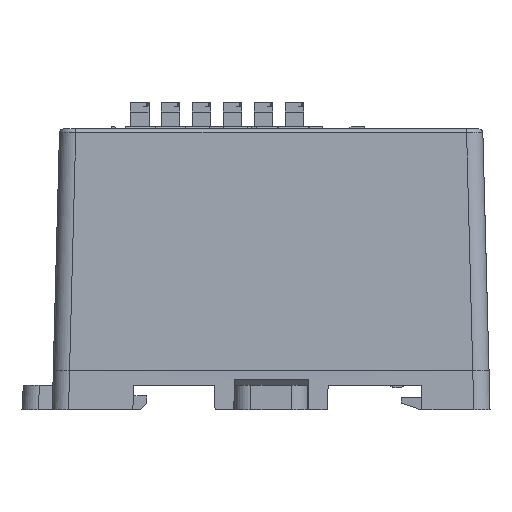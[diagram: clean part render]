
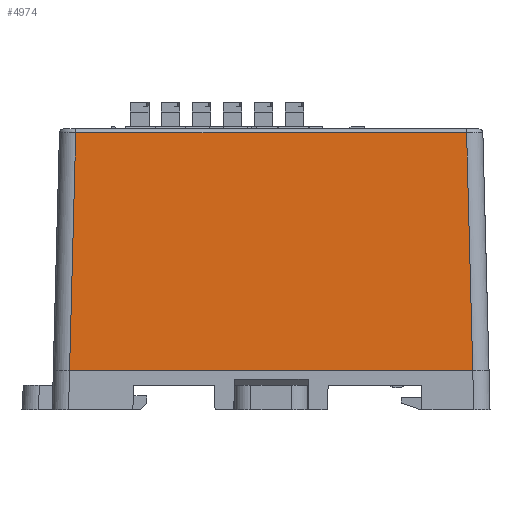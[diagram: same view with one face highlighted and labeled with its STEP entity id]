
A CAD part, left-side view. The second image highlights one B-rep face of the part: STEP entity #4974.
In plain terms, the highlighted planar face has unit normal (-1, 0, 0.026).
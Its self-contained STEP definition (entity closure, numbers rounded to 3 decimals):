
#830=B_SPLINE_CURVE_WITH_KNOTS('',3,(#90318,#90319,#90320,#90321),
 .UNSPECIFIED.,.F.,.F.,(4,4),(0.,1.),.UNSPECIFIED.);
#1716=FACE_OUTER_BOUND('',#12886,.T.);
#4974=ADVANCED_FACE('',(#1716),#8503,.T.);
#8503=PLANE('',#67953);
#12886=EDGE_LOOP('',(#17318,#17319,#17320,#17321));
#17318=ORIENTED_EDGE('',*,*,#42769,.T.);
#17319=ORIENTED_EDGE('',*,*,#42770,.T.);
#17320=ORIENTED_EDGE('',*,*,#42771,.T.);
#17321=ORIENTED_EDGE('',*,*,#42772,.F.);
#36410=VERTEX_POINT('',#90312);
#36411=VERTEX_POINT('',#90313);
#36412=VERTEX_POINT('',#90315);
#36413=VERTEX_POINT('',#90317);
#42769=EDGE_CURVE('',#36410,#36411,#52347,.T.);
#42770=EDGE_CURVE('',#36411,#36412,#52348,.T.);
#42771=EDGE_CURVE('',#36412,#36413,#52349,.T.);
#42772=EDGE_CURVE('',#36410,#36413,#830,.T.);
#52347=LINE('',#90311,#60325);
#52348=LINE('',#90314,#60326);
#52349=LINE('',#90316,#60327);
#60325=VECTOR('',#72986,1.);
#60326=VECTOR('',#72987,1.);
#60327=VECTOR('',#72988,1.);
#67953=AXIS2_PLACEMENT_3D('',#90322,#72989,#72990);
#72986=DIRECTION('',(0.026,0.026,0.999));
#72987=DIRECTION('',(0.,1.,0.));
#72988=DIRECTION('',(-0.026,0.026,-0.999));
#72989=DIRECTION('',(-1.,0.,0.026));
#72990=DIRECTION('',(-0.026,0.,-1.));
#90311=CARTESIAN_POINT('',(-31.05,294.422,-62.066));
#90312=CARTESIAN_POINT('',(-31.095,294.378,-64.));
#90313=CARTESIAN_POINT('',(-30.336,295.136,-34.787));
#90314=CARTESIAN_POINT('',(-30.336,343.163,-34.787));
#90315=CARTESIAN_POINT('',(-30.336,343.176,-34.787));
#90316=CARTESIAN_POINT('',(-31.068,343.908,-62.752));
#90317=CARTESIAN_POINT('',(-31.095,343.934,-64.));
#90318=CARTESIAN_POINT('',(-31.088,294.384,-64.));
#90319=CARTESIAN_POINT('',(-31.088,310.899,-64.));
#90320=CARTESIAN_POINT('',(-31.088,327.413,-64.));
#90321=CARTESIAN_POINT('',(-31.088,343.927,-64.));
#90322=CARTESIAN_POINT('',(-31.067,318.656,-62.7));
